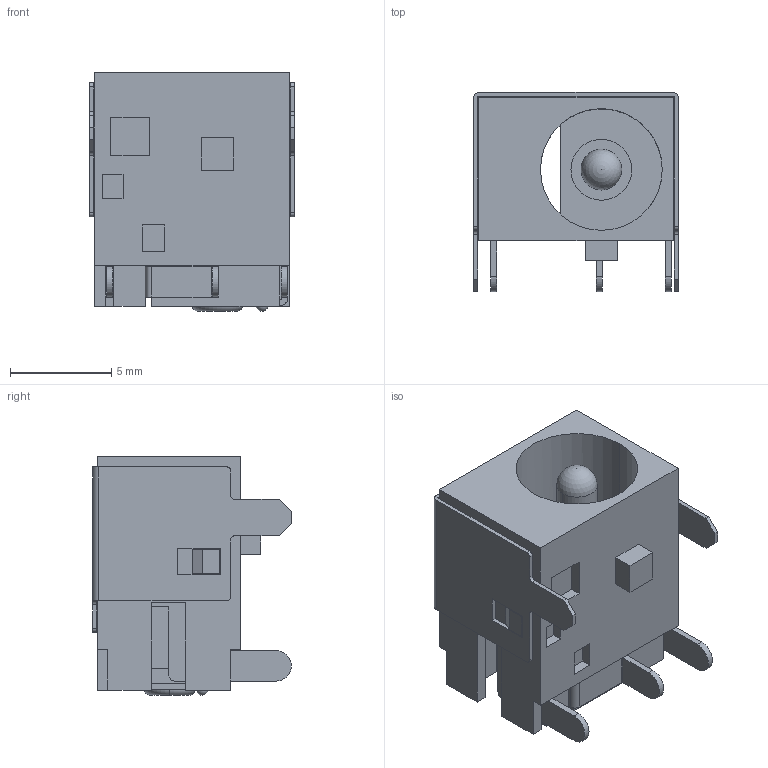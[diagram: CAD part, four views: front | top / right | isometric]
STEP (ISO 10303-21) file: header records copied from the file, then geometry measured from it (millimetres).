
FILE_DESCRIPTION (( 'STEP AP203' ), '1' );
FILE_NAME ('CUI_DEVICES_PJ-051AH.step', '2019-10-20T23:28:01', ( '' ), ( '' ), 'SwSTEP 2.0', 'SolidWorks 2019', '' );
FILE_SCHEMA (( 'CONFIG_CONTROL_DESIGN' ));
Length unit declared in the file: inch
Products named in the file (1): CUI_DEVICES_PJ-051AH
Bounding box: 10.1 x 9.8 x 11.75 mm (x, y, z)
Volume: 516.2 mm3; surface area: 1348.5 mm2
Topology: 5 solids, 5 shells, 173 faces, 466 edges, 310 vertices
Faces by surface type: plane 138, cylinder 31, sphere 2, torus 2
Entity records: 5431 total; most frequent: CARTESIAN_POINT 944, ORIENTED_EDGE 924, DIRECTION 882, EDGE_CURVE 462, LINE 390, VECTOR 390, VERTEX_POINT 308, AXIS2_PLACEMENT_3D 246
